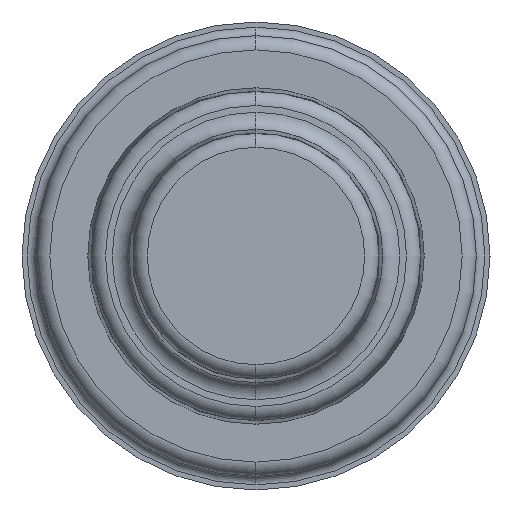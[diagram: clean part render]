
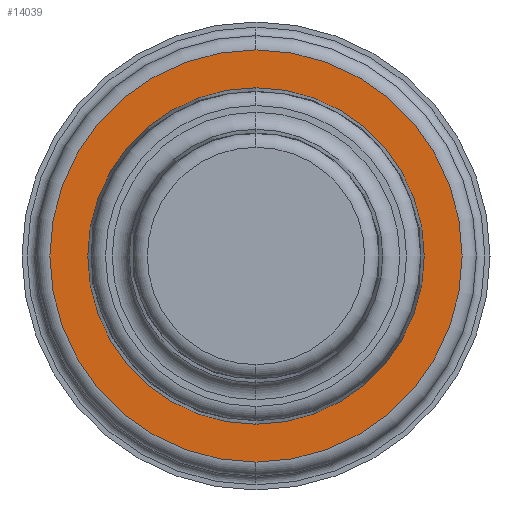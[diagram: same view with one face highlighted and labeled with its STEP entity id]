
A CAD part, left-side view. The second image highlights one B-rep face of the part: STEP entity #14039.
In plain terms, the highlighted planar face has unit normal (-1, 0, 0).
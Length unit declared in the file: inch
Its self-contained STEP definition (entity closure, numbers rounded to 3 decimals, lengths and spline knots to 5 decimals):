
#480 = CIRCLE ( 'NONE', #7398, 0.724 ) ;
#481 = CIRCLE ( 'NONE', #7450, 0.591 ) ;
#541 = CIRCLE ( 'NONE', #7429, 0.724 ) ;
#545 = CIRCLE ( 'NONE', #7386, 0.591 ) ;
#2994 = CARTESIAN_POINT ( 'NONE',  ( -13., 0., -0.591 ) ) ;
#3239 = DIRECTION ( 'NONE',  ( 1., 0., 0. ) ) ;
#3291 = PLANE ( 'NONE',  #6073 ) ;
#3481 = DIRECTION ( 'NONE',  ( 0., 0., -1. ) ) ;
#4048 = CARTESIAN_POINT ( 'NONE',  ( -13., 0., -0.591 ) ) ;
#6073 = AXIS2_PLACEMENT_3D ( 'NONE', #2994, #3239, #3481 ) ;
#7103 = ORIENTED_EDGE ( 'NONE', *, *, #8954, .T. ) ;
#7151 = VERTEX_POINT ( 'NONE', #10726 ) ;
#7200 = VERTEX_POINT ( 'NONE', #10675 ) ;
#7278 = VERTEX_POINT ( 'NONE', #10878 ) ;
#7386 = AXIS2_PLACEMENT_3D ( 'NONE', #9576, #9694, #9620 ) ;
#7398 = AXIS2_PLACEMENT_3D ( 'NONE', #10742, #10842, #10715 ) ;
#7429 = AXIS2_PLACEMENT_3D ( 'NONE', #9536, #9553, #9454 ) ;
#7450 = AXIS2_PLACEMENT_3D ( 'NONE', #9641, #9558, #9557 ) ;
#8507 = FACE_BOUND ( 'NONE', #11011, .T. ) ;
#8508 = FACE_OUTER_BOUND ( 'NONE', #11174, .T. ) ;
#8901 = EDGE_CURVE ( 'NONE', #7278, #7151, #480, .T. ) ;
#8903 = EDGE_CURVE ( 'NONE', #7200, #10555, #481, .T. ) ;
#8951 = EDGE_CURVE ( 'NONE', #10555, #7200, #545, .T. ) ;
#8954 = EDGE_CURVE ( 'NONE', #7151, #7278, #541, .T. ) ;
#9454 = DIRECTION ( 'NONE',  ( 0., 0., 1. ) ) ;
#9536 = CARTESIAN_POINT ( 'NONE',  ( -13., 0., 0. ) ) ;
#9553 = DIRECTION ( 'NONE',  ( -1., 0., 0. ) ) ;
#9557 = DIRECTION ( 'NONE',  ( 0., 0., 1. ) ) ;
#9558 = DIRECTION ( 'NONE',  ( -1., 0., 0. ) ) ;
#9576 = CARTESIAN_POINT ( 'NONE',  ( -13., 0., 0. ) ) ;
#9620 = DIRECTION ( 'NONE',  ( 0., 0., 1. ) ) ;
#9641 = CARTESIAN_POINT ( 'NONE',  ( -13., 0., 0. ) ) ;
#9694 = DIRECTION ( 'NONE',  ( -1., 0., 0. ) ) ;
#9723 = ORIENTED_EDGE ( 'NONE', *, *, #8903, .F. ) ;
#9786 = ORIENTED_EDGE ( 'NONE', *, *, #8901, .T. ) ;
#9834 = ORIENTED_EDGE ( 'NONE', *, *, #8951, .F. ) ;
#10555 = VERTEX_POINT ( 'NONE', #4048 ) ;
#10675 = CARTESIAN_POINT ( 'NONE',  ( -13., 0., 0.591 ) ) ;
#10715 = DIRECTION ( 'NONE',  ( 0., 0., 1. ) ) ;
#10726 = CARTESIAN_POINT ( 'NONE',  ( -13., 0., -0.724 ) ) ;
#10742 = CARTESIAN_POINT ( 'NONE',  ( -13., 0., 0. ) ) ;
#10842 = DIRECTION ( 'NONE',  ( -1., 0., 0. ) ) ;
#10878 = CARTESIAN_POINT ( 'NONE',  ( -13., 0., 0.724 ) ) ;
#11011 = EDGE_LOOP ( 'NONE', ( #9834, #9723 ) ) ;
#11174 = EDGE_LOOP ( 'NONE', ( #9786, #7103 ) ) ;
#14039 = ADVANCED_FACE ( 'NONE', ( #8507, #8508 ), #3291, .F. ) ;
